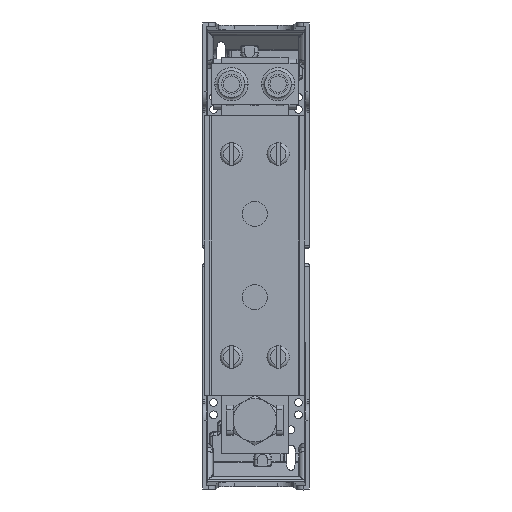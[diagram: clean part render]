
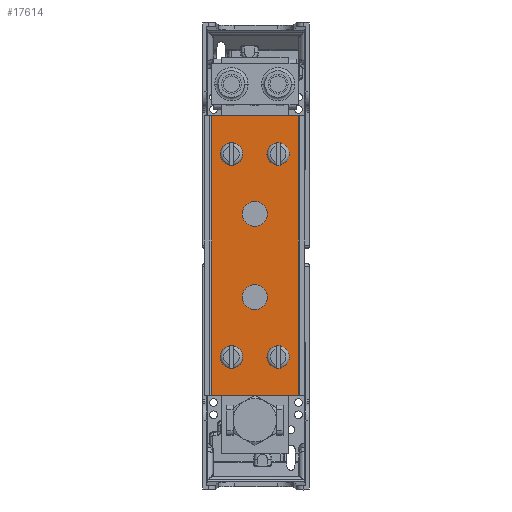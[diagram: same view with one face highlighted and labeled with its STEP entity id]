
A CAD part, front view. The second image highlights one B-rep face of the part: STEP entity #17614.
In plain terms, the highlighted planar face has unit normal (0, -1, 0).
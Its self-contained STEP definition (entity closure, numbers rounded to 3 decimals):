
#16192=DIRECTION('',(-1.,0.,0.));
#16193=VECTOR('',#16192,26.);
#16194=CARTESIAN_POINT('',(13.,0.,-42.));
#16195=LINE('',#16194,#16193);
#16199=CARTESIAN_POINT('',(7.,0.,30.5));
#16200=DIRECTION('',(0.,-1.,0.));
#16201=DIRECTION('',(1.,0.,0.));
#16202=AXIS2_PLACEMENT_3D('',#16199,#16200,#16201);
#16207=CARTESIAN_POINT('',(7.,0.,30.5));
#16208=DIRECTION('',(0.,-1.,0.));
#16209=DIRECTION('',(-1.,0.,0.));
#16210=AXIS2_PLACEMENT_3D('',#16207,#16208,#16209);
#16215=CARTESIAN_POINT('',(-7.,0.,30.5));
#16216=DIRECTION('',(0.,-1.,0.));
#16217=DIRECTION('',(1.,0.,0.));
#16218=AXIS2_PLACEMENT_3D('',#16215,#16216,#16217);
#16223=CARTESIAN_POINT('',(-7.,0.,30.5));
#16224=DIRECTION('',(0.,-1.,0.));
#16225=DIRECTION('',(-1.,0.,0.));
#16226=AXIS2_PLACEMENT_3D('',#16223,#16224,#16225);
#16231=CARTESIAN_POINT('',(7.,0.,-30.5));
#16232=DIRECTION('',(0.,-1.,0.));
#16233=DIRECTION('',(1.,0.,0.));
#16234=AXIS2_PLACEMENT_3D('',#16231,#16232,#16233);
#16239=CARTESIAN_POINT('',(7.,0.,-30.5));
#16240=DIRECTION('',(0.,-1.,0.));
#16241=DIRECTION('',(-1.,0.,0.));
#16242=AXIS2_PLACEMENT_3D('',#16239,#16240,#16241);
#16247=CARTESIAN_POINT('',(-7.,0.,-30.5));
#16248=DIRECTION('',(0.,-1.,0.));
#16249=DIRECTION('',(1.,0.,0.));
#16250=AXIS2_PLACEMENT_3D('',#16247,#16248,#16249);
#16255=CARTESIAN_POINT('',(-7.,0.,-30.5));
#16256=DIRECTION('',(0.,-1.,0.));
#16257=DIRECTION('',(-1.,0.,0.));
#16258=AXIS2_PLACEMENT_3D('',#16255,#16256,#16257);
#16263=CARTESIAN_POINT('',(0.,0.,-12.5));
#16264=DIRECTION('',(0.,-1.,0.));
#16265=DIRECTION('',(-1.,0.,0.));
#16266=AXIS2_PLACEMENT_3D('',#16263,#16264,#16265);
#16271=CARTESIAN_POINT('',(0.,0.,-12.5));
#16272=DIRECTION('',(0.,-1.,0.));
#16273=DIRECTION('',(1.,0.,0.));
#16274=AXIS2_PLACEMENT_3D('',#16271,#16272,#16273);
#16279=CARTESIAN_POINT('',(0.,0.,12.5));
#16280=DIRECTION('',(0.,1.,0.));
#16281=DIRECTION('',(-1.,0.,0.));
#16282=AXIS2_PLACEMENT_3D('',#16279,#16280,#16281);
#16287=CARTESIAN_POINT('',(0.,0.,12.5));
#16288=DIRECTION('',(0.,1.,0.));
#16289=DIRECTION('',(1.,0.,0.));
#16290=AXIS2_PLACEMENT_3D('',#16287,#16288,#16289);
#16302=DIRECTION('',(0.,0.,-1.));
#16303=VECTOR('',#16302,84.);
#16304=CARTESIAN_POINT('',(-13.,0.,42.));
#16305=LINE('',#16304,#16303);
#16696=DIRECTION('',(0.,0.,1.));
#16697=VECTOR('',#16696,84.);
#16698=CARTESIAN_POINT('',(13.,0.,-42.));
#16699=LINE('',#16698,#16697);
#16710=DIRECTION('',(-1.,0.,0.));
#16711=VECTOR('',#16710,26.);
#16712=CARTESIAN_POINT('',(13.,0.,42.));
#16713=LINE('',#16712,#16711);
#17313=CARTESIAN_POINT('',(13.,0.,-42.));
#17314=CARTESIAN_POINT('',(-13.,0.,-42.));
#17315=VERTEX_POINT('',#17313);
#17316=VERTEX_POINT('',#17314);
#17337=CARTESIAN_POINT('',(-13.,0.,42.));
#17338=VERTEX_POINT('',#17337);
#17339=CARTESIAN_POINT('',(13.,0.,42.));
#17340=VERTEX_POINT('',#17339);
#17341=CARTESIAN_POINT('',(9.15,0.,30.5));
#17342=CARTESIAN_POINT('',(4.85,0.,30.5));
#17343=VERTEX_POINT('',#17341);
#17344=VERTEX_POINT('',#17342);
#17345=CARTESIAN_POINT('',(-4.85,0.,30.5));
#17346=CARTESIAN_POINT('',(-9.15,0.,30.5));
#17347=VERTEX_POINT('',#17345);
#17348=VERTEX_POINT('',#17346);
#17349=CARTESIAN_POINT('',(9.15,0.,-30.5));
#17350=CARTESIAN_POINT('',(4.85,0.,-30.5));
#17351=VERTEX_POINT('',#17349);
#17352=VERTEX_POINT('',#17350);
#17353=CARTESIAN_POINT('',(-4.85,0.,-30.5));
#17354=CARTESIAN_POINT('',(-9.15,0.,-30.5));
#17355=VERTEX_POINT('',#17353);
#17356=VERTEX_POINT('',#17354);
#17357=CARTESIAN_POINT('',(-3.75,0.,-12.5));
#17358=CARTESIAN_POINT('',(3.75,0.,-12.5));
#17359=VERTEX_POINT('',#17357);
#17360=VERTEX_POINT('',#17358);
#17401=CARTESIAN_POINT('',(-3.75,0.,12.5));
#17402=CARTESIAN_POINT('',(3.75,0.,12.5));
#17403=VERTEX_POINT('',#17401);
#17404=VERTEX_POINT('',#17402);
#17564=CARTESIAN_POINT('',(-13.,0.,-42.));
#17565=DIRECTION('',(0.,-1.,0.));
#17566=DIRECTION('',(1.,0.,0.));
#17567=AXIS2_PLACEMENT_3D('',#17564,#17565,#17566);
#17568=PLANE('',#17567);
#17569=ORIENTED_EDGE('',*,*,#17530,.T.);
#17571=ORIENTED_EDGE('',*,*,#17570,.F.);
#17573=ORIENTED_EDGE('',*,*,#17572,.F.);
#17575=ORIENTED_EDGE('',*,*,#17574,.F.);
#17576=EDGE_LOOP('',(#17569,#17571,#17573,#17575));
#17577=FACE_OUTER_BOUND('',#17576,.F.);
#17579=ORIENTED_EDGE('',*,*,#17578,.T.);
#17581=ORIENTED_EDGE('',*,*,#17580,.T.);
#17582=EDGE_LOOP('',(#17579,#17581));
#17583=FACE_BOUND('',#17582,.F.);
#17585=ORIENTED_EDGE('',*,*,#17584,.T.);
#17587=ORIENTED_EDGE('',*,*,#17586,.T.);
#17588=EDGE_LOOP('',(#17585,#17587));
#17589=FACE_BOUND('',#17588,.F.);
#17591=ORIENTED_EDGE('',*,*,#17590,.T.);
#17593=ORIENTED_EDGE('',*,*,#17592,.T.);
#17594=EDGE_LOOP('',(#17591,#17593));
#17595=FACE_BOUND('',#17594,.F.);
#17597=ORIENTED_EDGE('',*,*,#17596,.T.);
#17599=ORIENTED_EDGE('',*,*,#17598,.T.);
#17600=EDGE_LOOP('',(#17597,#17599));
#17601=FACE_BOUND('',#17600,.F.);
#17603=ORIENTED_EDGE('',*,*,#17602,.T.);
#17605=ORIENTED_EDGE('',*,*,#17604,.T.);
#17606=EDGE_LOOP('',(#17603,#17605));
#17607=FACE_BOUND('',#17606,.F.);
#17609=ORIENTED_EDGE('',*,*,#17608,.F.);
#17611=ORIENTED_EDGE('',*,*,#17610,.F.);
#17612=EDGE_LOOP('',(#17609,#17611));
#17613=FACE_BOUND('',#17612,.F.);
#16203=CIRCLE('',#16202,2.15);
#16211=CIRCLE('',#16210,2.15);
#16219=CIRCLE('',#16218,2.15);
#16227=CIRCLE('',#16226,2.15);
#16235=CIRCLE('',#16234,2.15);
#16243=CIRCLE('',#16242,2.15);
#16251=CIRCLE('',#16250,2.15);
#16259=CIRCLE('',#16258,2.15);
#16267=CIRCLE('',#16266,3.75);
#16275=CIRCLE('',#16274,3.75);
#16283=CIRCLE('',#16282,3.75);
#16291=CIRCLE('',#16290,3.75);
#17530=EDGE_CURVE('',#17315,#17316,#16195,.T.);
#17570=EDGE_CURVE('',#17338,#17316,#16305,.T.);
#17572=EDGE_CURVE('',#17340,#17338,#16713,.T.);
#17574=EDGE_CURVE('',#17315,#17340,#16699,.T.);
#17578=EDGE_CURVE('',#17343,#17344,#16203,.T.);
#17580=EDGE_CURVE('',#17344,#17343,#16211,.T.);
#17584=EDGE_CURVE('',#17347,#17348,#16219,.T.);
#17586=EDGE_CURVE('',#17348,#17347,#16227,.T.);
#17590=EDGE_CURVE('',#17351,#17352,#16235,.T.);
#17592=EDGE_CURVE('',#17352,#17351,#16243,.T.);
#17596=EDGE_CURVE('',#17355,#17356,#16251,.T.);
#17598=EDGE_CURVE('',#17356,#17355,#16259,.T.);
#17602=EDGE_CURVE('',#17359,#17360,#16267,.T.);
#17604=EDGE_CURVE('',#17360,#17359,#16275,.T.);
#17608=EDGE_CURVE('',#17403,#17404,#16283,.T.);
#17610=EDGE_CURVE('',#17404,#17403,#16291,.T.);
#17614=ADVANCED_FACE('',(#17577,#17583,#17589,#17595,#17601,#17607,#17613),
#17568,.T.);
